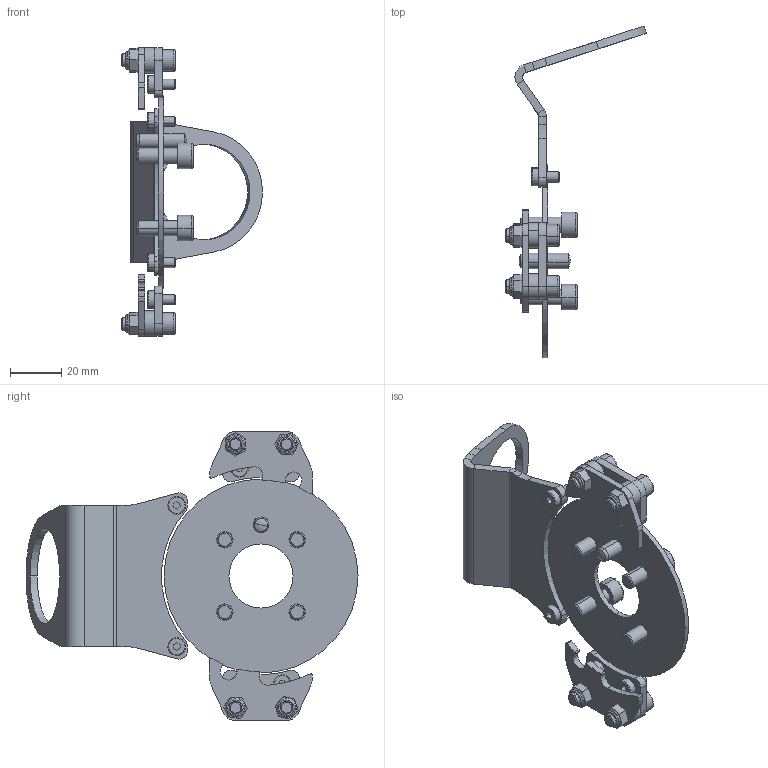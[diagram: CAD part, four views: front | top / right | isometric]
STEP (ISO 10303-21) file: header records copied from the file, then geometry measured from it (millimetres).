
FILE_DESCRIPTION (( 'STEP AP203' ), '1' );
FILE_NAME ('P5316.STEP', '2020-01-22T12:23:10', ( '' ), ( '' ), 'SwSTEP 2.0', 'SolidWorks 2017', '' );
FILE_SCHEMA (( 'CONFIG_CONTROL_DESIGN' ));
Length unit declared in the file: millimetre
Products named in the file (1): P5316
Bounding box: 55.15 x 129.91 x 113.08 mm (x, y, z)
Volume: 33093.4 mm3; surface area: 32139.3 mm2
Topology: 29 solids, 29 shells, 532 faces, 1218 edges, 772 vertices
Faces by surface type: plane 252, cylinder 194, torus 44, cone 38, sphere 4
Entity records: 15185 total; most frequent: DIRECTION 2830, CARTESIAN_POINT 2523, ORIENTED_EDGE 2436, EDGE_CURVE 1218, AXIS2_PLACEMENT_3D 1079, VERTEX_POINT 772, VECTOR 672, LINE 672
